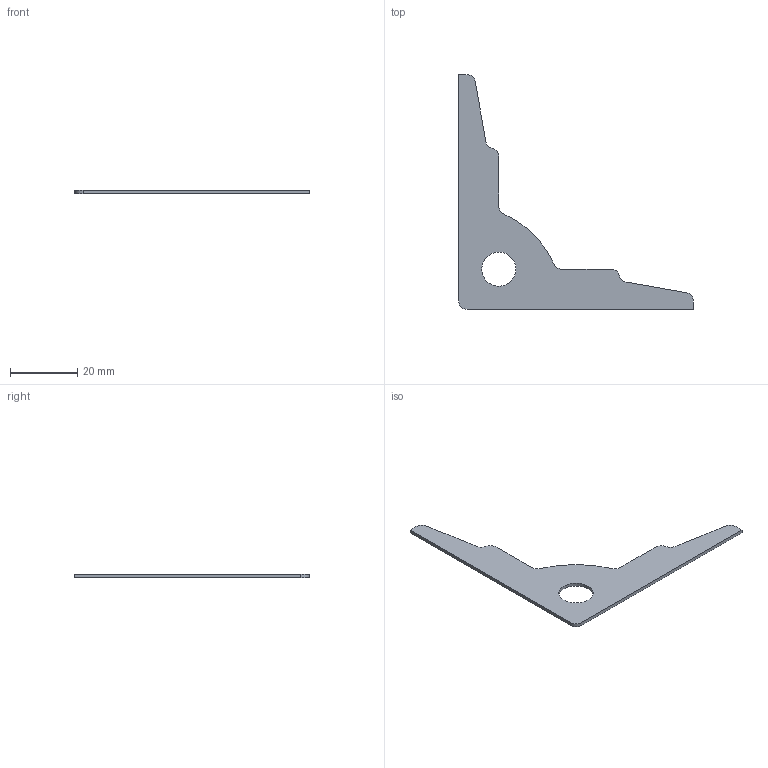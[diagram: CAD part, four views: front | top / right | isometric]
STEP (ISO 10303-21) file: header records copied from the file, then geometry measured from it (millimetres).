
FILE_DESCRIPTION((''),'2;1');
FILE_NAME('SP945_extern.ipt.step','2007-09-10T15:12:25',(''),(''),'Autodesk Inventor 11','Autodesk Inventor 11','');
FILE_SCHEMA(('AUTOMOTIVE_DESIGN { 1 0 10303 214 1 1 1 1 }'));
Length unit declared in the file: millimetre
Products named in the file (1): SP945_extern
Bounding box: 70 x 70 x 1 mm (x, y, z)
Volume: 1398.6 mm3; surface area: 3086.2 mm2
Topology: 1 solids, 1 shells, 21 faces, 58 edges, 39 vertices
Faces by surface type: plane 10, cylinder 8, bspline 3
Entity records: 710 total; most frequent: CARTESIAN_POINT 143, DIRECTION 116, ORIENTED_EDGE 112, EDGE_CURVE 56, AXIS2_PLACEMENT_3D 41, VERTEX_POINT 38, VECTOR 34, LINE 34
